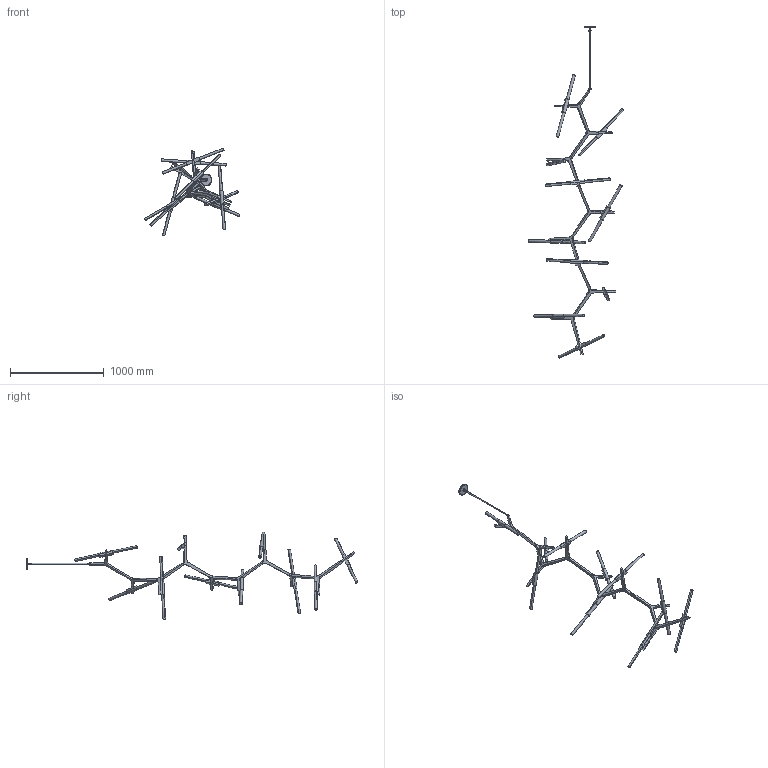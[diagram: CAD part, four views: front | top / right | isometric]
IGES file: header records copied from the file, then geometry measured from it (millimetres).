
Start section: SolidWorks IGES file using analytic representation for surfaces
Global section: file name: AGNECAS -  Agnes Cascade.IGS; native system: SolidWorks 2015; preprocessor: SolidWorks 2015; author: Design; date: 190201.115921; units: inch
Bounding box: 1019.91 x 3549.68 x 940.82 mm (x, y, z)
Surface area: 1281329.2 mm2 (no closed solid volume)
Topology: 0 solids, 0 shells, 888 faces, 11100 edges, 11094 vertices
Faces by surface type: bspline 471, revolution 417
